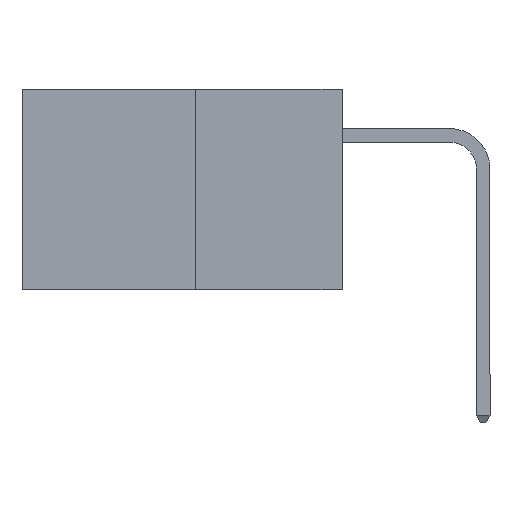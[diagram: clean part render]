
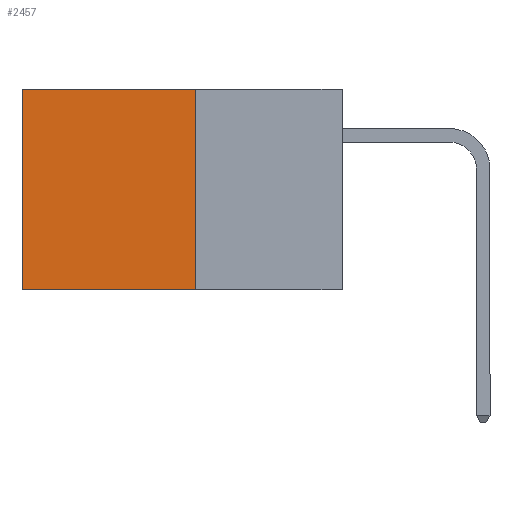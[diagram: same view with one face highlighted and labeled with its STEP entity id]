
A CAD part, left-side view. The second image highlights one B-rep face of the part: STEP entity #2457.
In plain terms, the highlighted planar face has unit normal (-1, 0, 0).
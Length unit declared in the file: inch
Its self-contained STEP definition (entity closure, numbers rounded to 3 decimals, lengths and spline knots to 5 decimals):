
#462 = PLANE ( 'NONE',  #1289 ) ;
#1289 = AXIS2_PLACEMENT_3D ( 'NONE', #14598, #1846, #10116 ) ;
#1846 = DIRECTION ( 'NONE',  ( 1., 0., 0. ) ) ;
#1995 = CARTESIAN_POINT ( 'NONE',  ( 0.277, 0.27, 0. ) ) ;
#2457 = ADVANCED_FACE ( 'NONE', ( #7400 ), #462, .F. ) ;
#2756 = DIRECTION ( 'NONE',  ( 0., 0., -1. ) ) ;
#3086 = VERTEX_POINT ( 'NONE', #11897 ) ;
#3621 = VECTOR ( 'NONE', #2756, 39.37008 ) ;
#4780 = LINE ( 'NONE', #6206, #16962 ) ;
#4816 = CARTESIAN_POINT ( 'NONE',  ( 0.277, 0.27, 0. ) ) ;
#5570 = CARTESIAN_POINT ( 'NONE',  ( 0.277, 0.59, 0. ) ) ;
#5592 = EDGE_LOOP ( 'NONE', ( #13016, #9954, #8831, #14075 ) ) ;
#5802 = DIRECTION ( 'NONE',  ( 0., 1., 0. ) ) ;
#5954 = EDGE_CURVE ( 'NONE', #3086, #7275, #4780, .T. ) ;
#6206 = CARTESIAN_POINT ( 'NONE',  ( 0.277, 0.27, -0.37 ) ) ;
#7275 = VERTEX_POINT ( 'NONE', #13684 ) ;
#7400 = FACE_OUTER_BOUND ( 'NONE', #5592, .T. ) ;
#7555 = VERTEX_POINT ( 'NONE', #5570 ) ;
#7922 = EDGE_CURVE ( 'NONE', #13932, #7555, #12110, .T. ) ;
#8831 = ORIENTED_EDGE ( 'NONE', *, *, #18805, .F. ) ;
#9954 = ORIENTED_EDGE ( 'NONE', *, *, #5954, .F. ) ;
#10116 = DIRECTION ( 'NONE',  ( 0., 0., -1. ) ) ;
#10836 = DIRECTION ( 'NONE',  ( 0., 1., 0. ) ) ;
#11276 = LINE ( 'NONE', #11735, #18981 ) ;
#11735 = CARTESIAN_POINT ( 'NONE',  ( 0.277, 0.59, -0.37 ) ) ;
#11897 = CARTESIAN_POINT ( 'NONE',  ( 0.277, 0.27, -0.37 ) ) ;
#12110 = LINE ( 'NONE', #1995, #15063 ) ;
#13016 = ORIENTED_EDGE ( 'NONE', *, *, #17793, .T. ) ;
#13684 = CARTESIAN_POINT ( 'NONE',  ( 0.277, 0.59, -0.37 ) ) ;
#13932 = VERTEX_POINT ( 'NONE', #4816 ) ;
#14075 = ORIENTED_EDGE ( 'NONE', *, *, #7922, .T. ) ;
#14598 = CARTESIAN_POINT ( 'NONE',  ( 0.277, 0.27, -0.37 ) ) ;
#15063 = VECTOR ( 'NONE', #10836, 39.37008 ) ;
#15362 = LINE ( 'NONE', #15947, #3621 ) ;
#15947 = CARTESIAN_POINT ( 'NONE',  ( 0.277, 0.27, -0.37 ) ) ;
#16962 = VECTOR ( 'NONE', #5802, 39.37008 ) ;
#17584 = DIRECTION ( 'NONE',  ( 0., 0., -1. ) ) ;
#17793 = EDGE_CURVE ( 'NONE', #7555, #7275, #11276, .T. ) ;
#18805 = EDGE_CURVE ( 'NONE', #13932, #3086, #15362, .T. ) ;
#18981 = VECTOR ( 'NONE', #17584, 39.37008 ) ;
